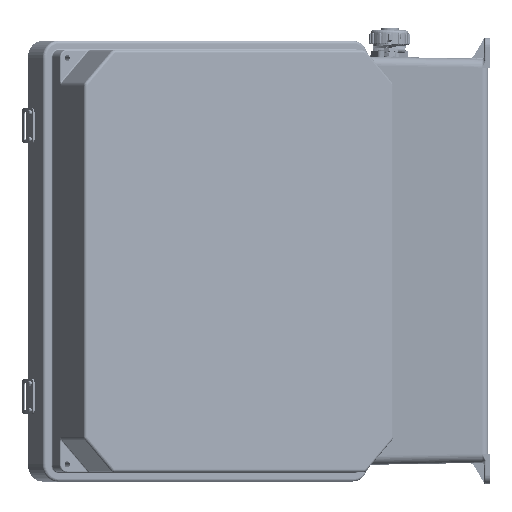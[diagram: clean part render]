
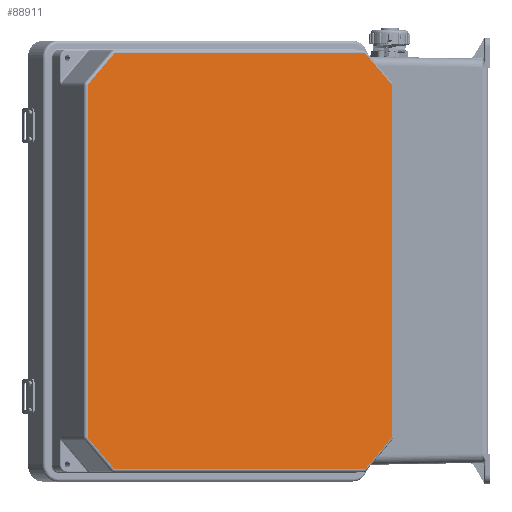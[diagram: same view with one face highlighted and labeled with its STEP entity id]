
A CAD part, left-side view. The second image highlights one B-rep face of the part: STEP entity #88911.
In plain terms, the highlighted face is planar.
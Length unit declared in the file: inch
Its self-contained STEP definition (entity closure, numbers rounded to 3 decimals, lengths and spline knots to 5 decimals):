
#734 = DIRECTION ( 'NONE',  ( 0., 0., 1. ) ) ;
#1907 = DIRECTION ( 'NONE',  ( 0., 1., 0. ) ) ;
#3138 = EDGE_CURVE ( 'NONE', #13791, #83183, #92578, .T. ) ;
#3542 = LINE ( 'NONE', #46242, #43925 ) ;
#3634 = CARTESIAN_POINT ( 'NONE',  ( 6.21316, 3.24803, -13.81078 ) ) ;
#5118 = CARTESIAN_POINT ( 'NONE',  ( -5.1533, 3.24803, -14.87064 ) ) ;
#5529 = CARTESIAN_POINT ( 'NONE',  ( 6.15748, 3.24803, -13.75511 ) ) ;
#5920 = DIRECTION ( 'NONE',  ( 1., 0., 0. ) ) ;
#6499 = VERTEX_POINT ( 'NONE', #94659 ) ;
#6845 = CIRCLE ( 'NONE', #58183, 0.07874 ) ;
#11431 = CIRCLE ( 'NONE', #101438, 0.07874 ) ;
#13639 = DIRECTION ( 'NONE',  ( 0., 0., -1. ) ) ;
#13655 = CIRCLE ( 'NONE', #83386, 0.07874 ) ;
#13791 = VERTEX_POINT ( 'NONE', #34734 ) ;
#14510 = DIRECTION ( 'NONE',  ( 1., 0., 0. ) ) ;
#17164 = EDGE_CURVE ( 'NONE', #19592, #95536, #69009, .T. ) ;
#17262 = FACE_OUTER_BOUND ( 'NONE', #98088, .T. ) ;
#17309 = CARTESIAN_POINT ( 'NONE',  ( -6.15748, 3.24803, -1.55985 ) ) ;
#18580 = EDGE_CURVE ( 'NONE', #70938, #19969, #22779, .T. ) ;
#18998 = VECTOR ( 'NONE', #32005, 39.37008 ) ;
#19446 = ORIENTED_EDGE ( 'NONE', *, *, #28452, .T. ) ;
#19592 = VERTEX_POINT ( 'NONE', #78320 ) ;
#19711 = DIRECTION ( 'NONE',  ( 0., 1., 0. ) ) ;
#19924 = ORIENTED_EDGE ( 'NONE', *, *, #89463, .F. ) ;
#19969 = VERTEX_POINT ( 'NONE', #3634 ) ;
#20975 = EDGE_CURVE ( 'NONE', #66693, #55935, #63106, .T. ) ;
#22376 = VECTOR ( 'NONE', #30126, 39.37008 ) ;
#22702 = EDGE_CURVE ( 'NONE', #79547, #66693, #29710, .T. ) ;
#22726 = ORIENTED_EDGE ( 'NONE', *, *, #50725, .F. ) ;
#22779 = LINE ( 'NONE', #102428, #22376 ) ;
#25362 = AXIS2_PLACEMENT_3D ( 'NONE', #17309, #73576, #25406 ) ;
#25406 = DIRECTION ( 'NONE',  ( 0., 0., 1. ) ) ;
#25888 = CARTESIAN_POINT ( 'NONE',  ( 0., 3.24803, -0.32283 ) ) ;
#26319 = DIRECTION ( 'NONE',  ( 0.707, 0., -0.707 ) ) ;
#26675 = ORIENTED_EDGE ( 'NONE', *, *, #18580, .F. ) ;
#28452 = EDGE_CURVE ( 'NONE', #83183, #64596, #80654, .T. ) ;
#29506 = EDGE_CURVE ( 'NONE', #92413, #79547, #55162, .T. ) ;
#29710 = CIRCLE ( 'NONE', #80186, 0.07874 ) ;
#29993 = ORIENTED_EDGE ( 'NONE', *, *, #20975, .T. ) ;
#30126 = DIRECTION ( 'NONE',  ( 0.707, 0., 0.707 ) ) ;
#32005 = DIRECTION ( 'NONE',  ( 0., 0., -1. ) ) ;
#33281 = AXIS2_PLACEMENT_3D ( 'NONE', #5529, #61903, #13639 ) ;
#34734 = CARTESIAN_POINT ( 'NONE',  ( -5.09763, 3.24803, -14.8937 ) ) ;
#37184 = CARTESIAN_POINT ( 'NONE',  ( 6.21316, 3.24803, -1.50418 ) ) ;
#37725 = CIRCLE ( 'NONE', #33281, 0.07874 ) ;
#37768 = DIRECTION ( 'NONE',  ( 0., 1., 0. ) ) ;
#39845 = CARTESIAN_POINT ( 'NONE',  ( 5.09763, 3.24803, -14.81496 ) ) ;
#40456 = CARTESIAN_POINT ( 'NONE',  ( 6.23622, 3.24803, -7.65748 ) ) ;
#41543 = ORIENTED_EDGE ( 'NONE', *, *, #78828, .F. ) ;
#42575 = CARTESIAN_POINT ( 'NONE',  ( 5.1533, 3.24803, -14.87064 ) ) ;
#43049 = VERTEX_POINT ( 'NONE', #64073 ) ;
#43925 = VECTOR ( 'NONE', #14510, 39.37008 ) ;
#45198 = CARTESIAN_POINT ( 'NONE',  ( -5.09763, 3.24803, -0.5 ) ) ;
#46242 = CARTESIAN_POINT ( 'NONE',  ( 5.09763, 3.24803, -14.8937 ) ) ;
#47589 = AXIS2_PLACEMENT_3D ( 'NONE', #25888, #1907, #58252 ) ;
#47958 = DIRECTION ( 'NONE',  ( 0., 0., -1. ) ) ;
#48966 = DIRECTION ( 'NONE',  ( 0., 1., 0. ) ) ;
#50725 = EDGE_CURVE ( 'NONE', #62741, #70938, #13655, .T. ) ;
#51504 = CARTESIAN_POINT ( 'NONE',  ( 5.09763, 3.24803, -14.8937 ) ) ;
#53263 = DIRECTION ( 'NONE',  ( 0., 0., 1. ) ) ;
#54940 = CARTESIAN_POINT ( 'NONE',  ( -5.09763, 3.24803, -0.42126 ) ) ;
#54982 = VECTOR ( 'NONE', #5920, 39.37008 ) ;
#55162 = LINE ( 'NONE', #70342, #54982 ) ;
#55935 = VERTEX_POINT ( 'NONE', #37184 ) ;
#56149 = AXIS2_PLACEMENT_3D ( 'NONE', #79236, #79107, #78985 ) ;
#57499 = CARTESIAN_POINT ( 'NONE',  ( -6.23622, 3.24803, -7.65748 ) ) ;
#58183 = AXIS2_PLACEMENT_3D ( 'NONE', #45198, #101276, #53263 ) ;
#58252 = DIRECTION ( 'NONE',  ( 0., 0., 1. ) ) ;
#58677 = CIRCLE ( 'NONE', #25362, 0.07874 ) ;
#60554 = EDGE_CURVE ( 'NONE', #64596, #94660, #69848, .T. ) ;
#60987 = ORIENTED_EDGE ( 'NONE', *, *, #85848, .T. ) ;
#61313 = ORIENTED_EDGE ( 'NONE', *, *, #64331, .F. ) ;
#61871 = LINE ( 'NONE', #40456, #18998 ) ;
#61903 = DIRECTION ( 'NONE',  ( 0., -1., 0. ) ) ;
#62716 = VECTOR ( 'NONE', #26319, 39.37008 ) ;
#62741 = VERTEX_POINT ( 'NONE', #51504 ) ;
#63106 = LINE ( 'NONE', #82157, #62716 ) ;
#63392 = ORIENTED_EDGE ( 'NONE', *, *, #3138, .T. ) ;
#64073 = CARTESIAN_POINT ( 'NONE',  ( -6.23622, 3.24803, -1.55985 ) ) ;
#64198 = DIRECTION ( 'NONE',  ( -0.707, 0., -0.707 ) ) ;
#64331 = EDGE_CURVE ( 'NONE', #43049, #94660, #96140, .T. ) ;
#64596 = VERTEX_POINT ( 'NONE', #69699 ) ;
#65570 = DIRECTION ( 'NONE',  ( 0., 0., -1. ) ) ;
#66391 = AXIS2_PLACEMENT_3D ( 'NONE', #85811, #37768, #93903 ) ;
#66693 = VERTEX_POINT ( 'NONE', #101585 ) ;
#67905 = CARTESIAN_POINT ( 'NONE',  ( 6.15748, 3.24803, -1.55985 ) ) ;
#68611 = VECTOR ( 'NONE', #64198, 39.37008 ) ;
#69009 = LINE ( 'NONE', #104096, #68611 ) ;
#69699 = CARTESIAN_POINT ( 'NONE',  ( -6.21316, 3.24803, -13.81078 ) ) ;
#69848 = CIRCLE ( 'NONE', #66391, 0.07874 ) ;
#70163 = VERTEX_POINT ( 'NONE', #89006 ) ;
#70342 = CARTESIAN_POINT ( 'NONE',  ( 5.09763, 3.24803, -0.42126 ) ) ;
#70938 = VERTEX_POINT ( 'NONE', #42575 ) ;
#72070 = CARTESIAN_POINT ( 'NONE',  ( -6.23622, 3.24803, -13.75511 ) ) ;
#73576 = DIRECTION ( 'NONE',  ( 0., -1., 0. ) ) ;
#75996 = DIRECTION ( 'NONE',  ( 0., 0., 1. ) ) ;
#78320 = CARTESIAN_POINT ( 'NONE',  ( -5.1533, 3.24803, -0.44432 ) ) ;
#78828 = EDGE_CURVE ( 'NONE', #19969, #70163, #37725, .T. ) ;
#78985 = DIRECTION ( 'NONE',  ( 0., 0., -1. ) ) ;
#79107 = DIRECTION ( 'NONE',  ( 0., 1., 0. ) ) ;
#79236 = CARTESIAN_POINT ( 'NONE',  ( -5.09763, 3.24803, -14.81496 ) ) ;
#79547 = VERTEX_POINT ( 'NONE', #94677 ) ;
#80186 = AXIS2_PLACEMENT_3D ( 'NONE', #97023, #48966, #734 ) ;
#80553 = VECTOR ( 'NONE', #103470, 39.37008 ) ;
#80654 = LINE ( 'NONE', #87339, #80553 ) ;
#81666 = EDGE_CURVE ( 'NONE', #92413, #19592, #6845, .T. ) ;
#82061 = PLANE ( 'NONE',  #47589 ) ;
#82157 = CARTESIAN_POINT ( 'NONE',  ( 6.21316, 3.24803, -1.50418 ) ) ;
#83183 = VERTEX_POINT ( 'NONE', #5118 ) ;
#83386 = AXIS2_PLACEMENT_3D ( 'NONE', #39845, #95997, #47958 ) ;
#84226 = CARTESIAN_POINT ( 'NONE',  ( -6.21316, 3.24803, -1.50418 ) ) ;
#85622 = ORIENTED_EDGE ( 'NONE', *, *, #86621, .F. ) ;
#85811 = CARTESIAN_POINT ( 'NONE',  ( -6.15748, 3.24803, -13.75511 ) ) ;
#85848 = EDGE_CURVE ( 'NONE', #6499, #70163, #61871, .T. ) ;
#86621 = EDGE_CURVE ( 'NONE', #13791, #62741, #3542, .T. ) ;
#87339 = CARTESIAN_POINT ( 'NONE',  ( -6.21316, 3.24803, -13.81078 ) ) ;
#88911 = ADVANCED_FACE ( 'NONE', ( #17262 ), #82061, .T. ) ;
#89006 = CARTESIAN_POINT ( 'NONE',  ( 6.23622, 3.24803, -13.75511 ) ) ;
#89463 = EDGE_CURVE ( 'NONE', #95536, #43049, #58677, .T. ) ;
#90476 = ORIENTED_EDGE ( 'NONE', *, *, #29506, .T. ) ;
#90801 = VECTOR ( 'NONE', #65570, 39.37008 ) ;
#92413 = VERTEX_POINT ( 'NONE', #54940 ) ;
#92578 = CIRCLE ( 'NONE', #56149, 0.07874 ) ;
#93903 = DIRECTION ( 'NONE',  ( 0., 0., -1. ) ) ;
#94019 = ORIENTED_EDGE ( 'NONE', *, *, #60554, .T. ) ;
#94659 = CARTESIAN_POINT ( 'NONE',  ( 6.23622, 3.24803, -1.55985 ) ) ;
#94660 = VERTEX_POINT ( 'NONE', #72070 ) ;
#94677 = CARTESIAN_POINT ( 'NONE',  ( 5.09763, 3.24803, -0.42126 ) ) ;
#95331 = ORIENTED_EDGE ( 'NONE', *, *, #17164, .F. ) ;
#95536 = VERTEX_POINT ( 'NONE', #84226 ) ;
#95997 = DIRECTION ( 'NONE',  ( 0., -1., 0. ) ) ;
#96140 = LINE ( 'NONE', #57499, #90801 ) ;
#96869 = ORIENTED_EDGE ( 'NONE', *, *, #81666, .F. ) ;
#97023 = CARTESIAN_POINT ( 'NONE',  ( 5.09763, 3.24803, -0.5 ) ) ;
#98088 = EDGE_LOOP ( 'NONE', ( #99031, #60987, #41543, #26675, #22726, #85622, #63392, #19446, #94019, #61313, #19924, #95331, #96869, #90476, #101682, #29993 ) ) ;
#99031 = ORIENTED_EDGE ( 'NONE', *, *, #103704, .T. ) ;
#101276 = DIRECTION ( 'NONE',  ( 0., -1., 0. ) ) ;
#101438 = AXIS2_PLACEMENT_3D ( 'NONE', #67905, #19711, #75996 ) ;
#101585 = CARTESIAN_POINT ( 'NONE',  ( 5.1533, 3.24803, -0.44432 ) ) ;
#101682 = ORIENTED_EDGE ( 'NONE', *, *, #22702, .T. ) ;
#102428 = CARTESIAN_POINT ( 'NONE',  ( 6.21316, 3.24803, -13.81078 ) ) ;
#103470 = DIRECTION ( 'NONE',  ( -0.707, 0., 0.707 ) ) ;
#103704 = EDGE_CURVE ( 'NONE', #55935, #6499, #11431, .T. ) ;
#104096 = CARTESIAN_POINT ( 'NONE',  ( -6.21316, 3.24803, -1.50418 ) ) ;
